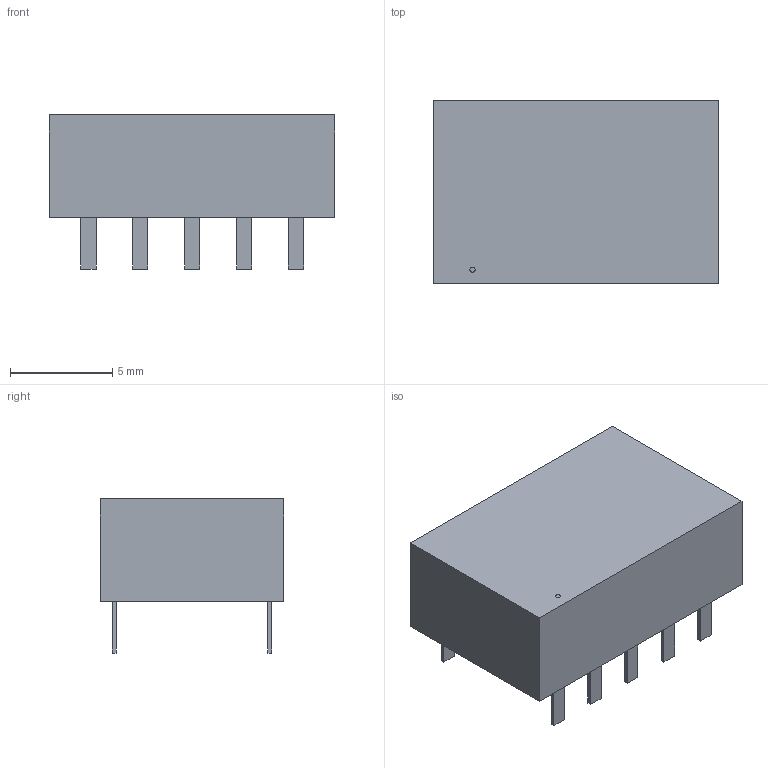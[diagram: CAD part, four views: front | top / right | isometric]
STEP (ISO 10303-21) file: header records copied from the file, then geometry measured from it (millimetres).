
FILE_DESCRIPTION( ( '' ), ' ' );
FILE_NAME( '5b733e34c170520ef9886bf3.step', '2018-08-14T20:40:20', ( '' ), ( '' ), ' ', ' ', ' ' );
FILE_SCHEMA( ( 'AUTOMOTIVE_DESIGN { 1 0 10303 214 1 1 1 1 }' ) );
Length unit declared in the file: metre
Products named in the file (12): Open CASCADE STEP translator 6.8 1
Bounding box: 13.99 x 8.99 x 7.54 mm (x, y, z)
Volume: 633.2 mm3; surface area: 531.3 mm2
Topology: 12 solids, 12 shells, 68 faces, 164 edges, 120 vertices
Faces by surface type: plane 68
Entity records: 3442 total; most frequent: CARTESIAN_POINT 396, ORIENTED_EDGE 328, DIRECTION 292, STYLED_ITEM 232, PRESENTATION_STYLE_ASSIGNMENT 232, COLOUR_RGB 232, EDGE_CURVE 164, CURVE_STYLE 164
